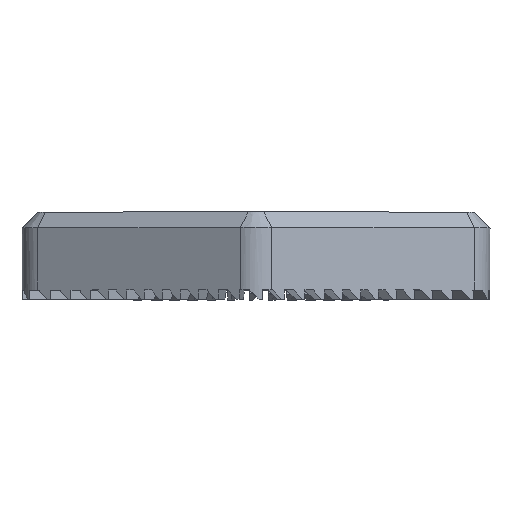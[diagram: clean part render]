
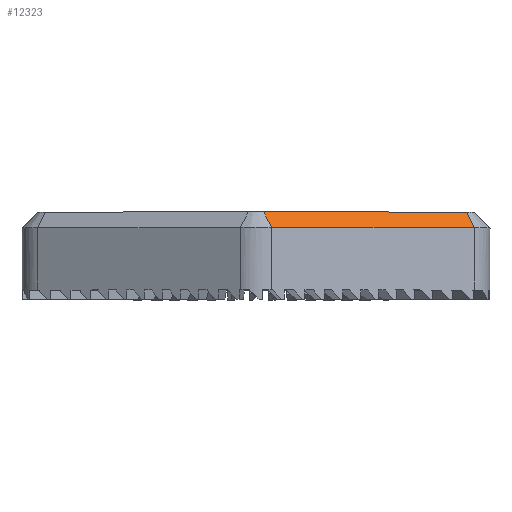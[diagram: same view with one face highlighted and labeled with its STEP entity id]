
A CAD part, top view. The second image highlights one B-rep face of the part: STEP entity #12323.
In plain terms, the highlighted planar face has unit normal (0.354, 0.707, 0.612).
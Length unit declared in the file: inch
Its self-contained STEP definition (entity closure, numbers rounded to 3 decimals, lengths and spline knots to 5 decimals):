
#1756=DIRECTION('',(0.866,0.,-0.5));
#1757=VECTOR('',#1756,0.75056);
#1758=CARTESIAN_POINT('',(0.025,0.25,
0.79386));
#1759=LINE('',#1758,#1757);
#2994=DIRECTION('',(0.354,-0.707,0.612));
#2995=VECTOR('',#2994,0.07071);
#2996=CARTESIAN_POINT('',(0.675,0.25,
0.41858));
#2997=LINE('',#2996,#2995);
#3042=DIRECTION('',(0.866,0.,-0.5));
#3043=VECTOR('',#3042,0.75056);
#3044=CARTESIAN_POINT('',(0.05,0.2,
0.83716));
#3045=LINE('',#3044,#3043);
#3054=DIRECTION('',(0.354,-0.707,0.612));
#3055=VECTOR('',#3054,0.07071);
#3056=CARTESIAN_POINT('',(0.025,0.25,
0.79386));
#3057=LINE('',#3056,#3055);
#7050=CARTESIAN_POINT('',(0.025,0.25,
0.79386));
#7052=VERTEX_POINT('',#7050);
#7054=CARTESIAN_POINT('',(0.05,0.2,0.83716));
#7056=VERTEX_POINT('',#7054);
#7057=CARTESIAN_POINT('',(0.675,0.25,
0.41858));
#7058=VERTEX_POINT('',#7057);
#7059=CARTESIAN_POINT('',(0.7,0.2,
0.46188));
#7060=VERTEX_POINT('',#7059);
#12311=CARTESIAN_POINT('',(0.3625,0.225,0.62787));
#12312=DIRECTION('',(0.354,0.707,0.612));
#12313=DIRECTION('',(0.354,-0.707,0.612));
#12314=AXIS2_PLACEMENT_3D('',#12311,#12312,#12313);
#12315=PLANE('',#12314);
#12316=ORIENTED_EDGE('',*,*,#9827,.T.);
#12317=ORIENTED_EDGE('',*,*,#12157,.T.);
#12318=ORIENTED_EDGE('',*,*,#12225,.F.);
#12320=ORIENTED_EDGE('',*,*,#12319,.F.);
#12321=EDGE_LOOP('',(#12316,#12317,#12318,#12320));
#12322=FACE_OUTER_BOUND('',#12321,.F.);
#12323=ADVANCED_FACE('',(#12322),#12315,.T.);
#9827=EDGE_CURVE('',#7052,#7058,#1759,.T.);
#12157=EDGE_CURVE('',#7058,#7060,#2997,.T.);
#12225=EDGE_CURVE('',#7056,#7060,#3045,.T.);
#12319=EDGE_CURVE('',#7052,#7056,#3057,.T.);
